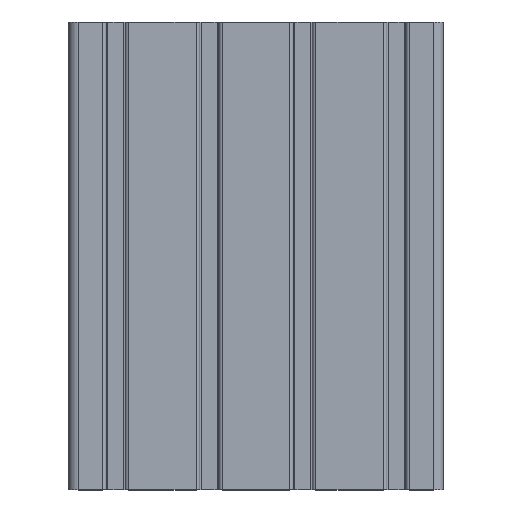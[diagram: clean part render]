
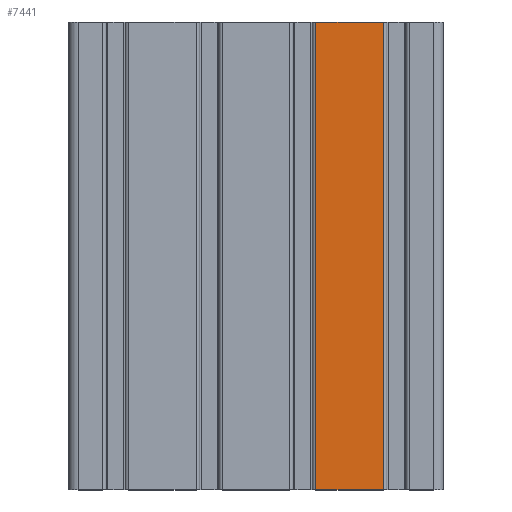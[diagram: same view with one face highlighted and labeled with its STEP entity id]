
A CAD part, top view. The second image highlights one B-rep face of the part: STEP entity #7441.
In plain terms, the highlighted planar face has unit normal (0, 0, 1).
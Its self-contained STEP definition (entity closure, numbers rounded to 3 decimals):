
#909=FACE_OUTER_BOUND('',#1291,.T.);
#1291=EDGE_LOOP('',(#5811,#5812,#5813,#5814));
#1939=LINE('',#12219,#2663);
#1940=LINE('',#12223,#2664);
#1941=LINE('',#12225,#2665);
#1942=LINE('',#12226,#2666);
#2663=VECTOR('',#9951,200.);
#2664=VECTOR('',#9956,28.8);
#2665=VECTOR('',#9957,200.);
#2666=VECTOR('',#9958,28.8);
#3407=VERTEX_POINT('',#12216);
#3408=VERTEX_POINT('',#12218);
#3409=VERTEX_POINT('',#12222);
#3410=VERTEX_POINT('',#12224);
#4422=EDGE_CURVE('',#3407,#3408,#1939,.T.);
#4424=EDGE_CURVE('',#3407,#3409,#1940,.T.);
#4425=EDGE_CURVE('',#3409,#3410,#1941,.T.);
#4426=EDGE_CURVE('',#3408,#3410,#1942,.T.);
#5811=ORIENTED_EDGE('',*,*,#4424,.T.);
#5812=ORIENTED_EDGE('',*,*,#4425,.T.);
#5813=ORIENTED_EDGE('',*,*,#4426,.F.);
#5814=ORIENTED_EDGE('',*,*,#4422,.F.);
#7121=PLANE('',#8105);
#7441=ADVANCED_FACE('',(#909),#7121,.T.);
#8105=AXIS2_PLACEMENT_3D('',#12221,#9954,#9955);
#9951=DIRECTION('',(0.,-1.,0.));
#9954=DIRECTION('center_axis',(0.,0.,1.));
#9955=DIRECTION('ref_axis',(1.,0.,0.));
#9956=DIRECTION('',(-1.,0.,0.));
#9957=DIRECTION('',(0.,-1.,0.));
#9958=DIRECTION('',(-1.,0.,0.));
#12216=CARTESIAN_POINT('',(54.4,200.,20.));
#12218=CARTESIAN_POINT('',(54.4,0.,20.));
#12219=CARTESIAN_POINT('',(54.4,0.,20.));
#12221=CARTESIAN_POINT('Origin',(25.6,0.,20.));
#12222=CARTESIAN_POINT('',(25.6,200.,20.));
#12223=CARTESIAN_POINT('',(12.8,200.,20.));
#12224=CARTESIAN_POINT('',(25.6,0.,20.));
#12225=CARTESIAN_POINT('',(25.6,0.,20.));
#12226=CARTESIAN_POINT('',(12.8,0.,20.));
